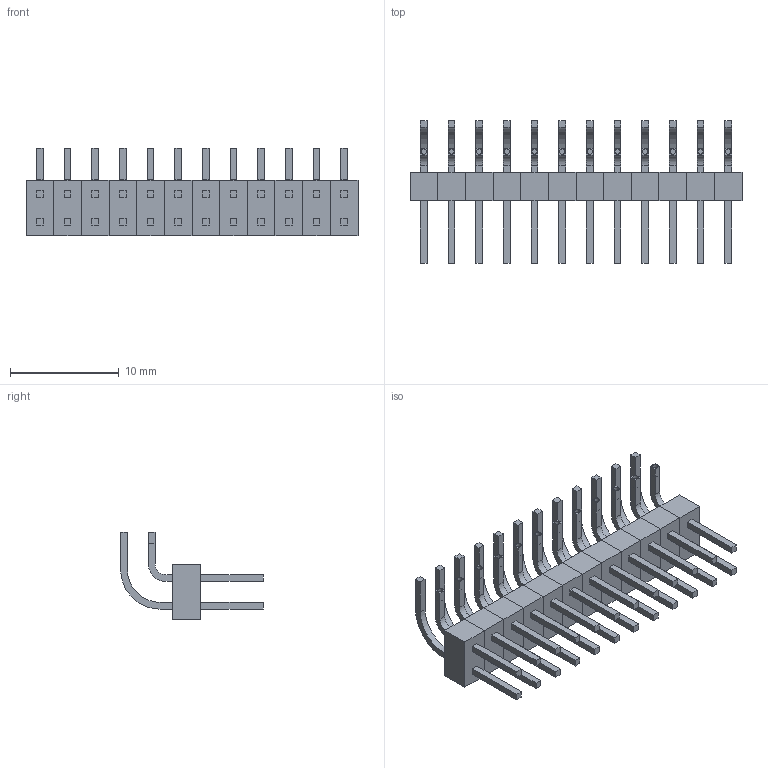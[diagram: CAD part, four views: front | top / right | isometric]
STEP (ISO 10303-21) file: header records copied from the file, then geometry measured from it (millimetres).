
FILE_DESCRIPTION(('STEP AP214'), '1');
FILE_NAME('SNP346-24VP31-2', '2019-04-03T11:53:37', (' user '), (''), 'ASCON STEP Converter 1.3', 'ASCON Math Kernel', '');
FILE_SCHEMA(('AUTOMOTIVE_DESIGN { 1 0 10303 214 3 1 1}'));
Length unit declared in the file: millimetre
Bounding box: 30.48 x 13.1 x 8 mm (x, y, z)
Volume: 523.7 mm3; surface area: 1600.9 mm2
Topology: 12 solids, 12 shells, 432 faces, 1044 edges, 696 vertices
Faces by surface type: plane 372, cylinder 60
Full cylindrical faces by diameter (mm): 0.5 x12
Entity records: 15954 total; most frequent: CARTESIAN_POINT 2161, ORIENTED_EDGE 2064, DIRECTION 2018, EDGE_CURVE 1032, LINE 912, VECTOR 912, VERTEX_POINT 696, AXIS2_PLACEMENT_3D 553
